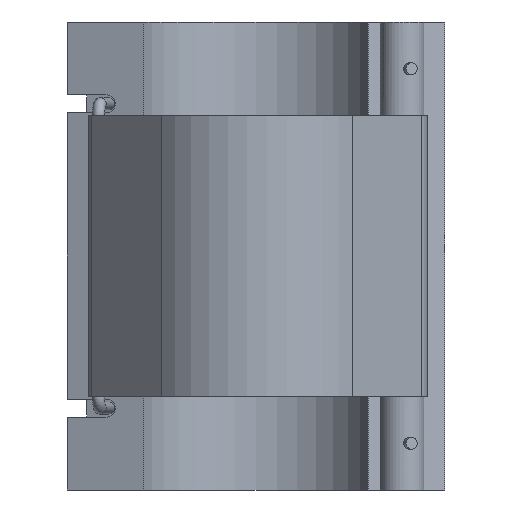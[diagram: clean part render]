
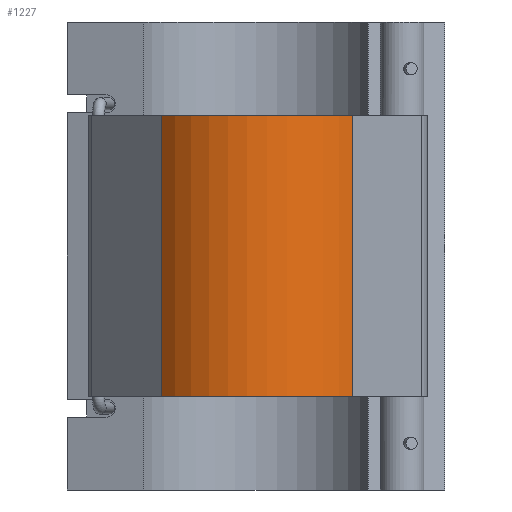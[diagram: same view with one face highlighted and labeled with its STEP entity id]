
A CAD part, front view. The second image highlights one B-rep face of the part: STEP entity #1227.
In plain terms, the highlighted cylindrical face has radius 46.35 mm (diameter 92.7 mm), a partial arc.
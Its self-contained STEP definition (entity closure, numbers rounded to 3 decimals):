
#123=LINE('',#2164,#230);
#124=LINE('',#2166,#231);
#230=VECTOR('',#1655,105.6);
#231=VECTOR('',#1658,105.6);
#365=FACE_OUTER_BOUND('',#452,.T.);
#452=EDGE_LOOP('',(#1067,#1068,#1069,#1070));
#510=CIRCLE('',#1295,46.35);
#522=CIRCLE('',#1311,46.35);
#602=VERTEX_POINT('',#2028);
#603=VERTEX_POINT('',#2030);
#628=VERTEX_POINT('',#2088);
#629=VERTEX_POINT('',#2090);
#733=EDGE_CURVE('',#602,#603,#510,.T.);
#763=EDGE_CURVE('',#628,#629,#522,.T.);
#800=EDGE_CURVE('',#602,#629,#123,.T.);
#801=EDGE_CURVE('',#603,#628,#124,.T.);
#1067=ORIENTED_EDGE('',*,*,#800,.T.);
#1068=ORIENTED_EDGE('',*,*,#763,.F.);
#1069=ORIENTED_EDGE('',*,*,#801,.F.);
#1070=ORIENTED_EDGE('',*,*,#733,.F.);
#1166=CYLINDRICAL_SURFACE('',#1341,46.35);
#1227=ADVANCED_FACE('',(#365),#1166,.T.);
#1295=AXIS2_PLACEMENT_3D('',#2031,#1517,#1518);
#1311=AXIS2_PLACEMENT_3D('',#2091,#1567,#1568);
#1341=AXIS2_PLACEMENT_3D('',#2165,#1656,#1657);
#1517=DIRECTION('center_axis',(0.,0.,-1.));
#1518=DIRECTION('ref_axis',(0.984,0.179,0.));
#1567=DIRECTION('center_axis',(0.,0.,1.));
#1568=DIRECTION('ref_axis',(0.984,0.179,0.));
#1655=DIRECTION('',(0.,0.,1.));
#1656=DIRECTION('center_axis',(0.,0.,1.));
#1657=DIRECTION('ref_axis',(0.984,0.179,0.));
#1658=DIRECTION('',(0.,0.,1.));
#2028=CARTESIAN_POINT('',(36.3,-28.82,-52.8));
#2030=CARTESIAN_POINT('',(-35.71,-29.548,-52.8));
#2031=CARTESIAN_POINT('Origin',(0.,0.,-52.8));
#2088=CARTESIAN_POINT('',(-35.71,-29.548,52.8));
#2090=CARTESIAN_POINT('',(36.3,-28.82,52.8));
#2091=CARTESIAN_POINT('Origin',(0.,0.,52.8));
#2164=CARTESIAN_POINT('',(36.3,-28.82,0.));
#2165=CARTESIAN_POINT('Origin',(0.,0.,0.));
#2166=CARTESIAN_POINT('',(-35.71,-29.548,0.));
